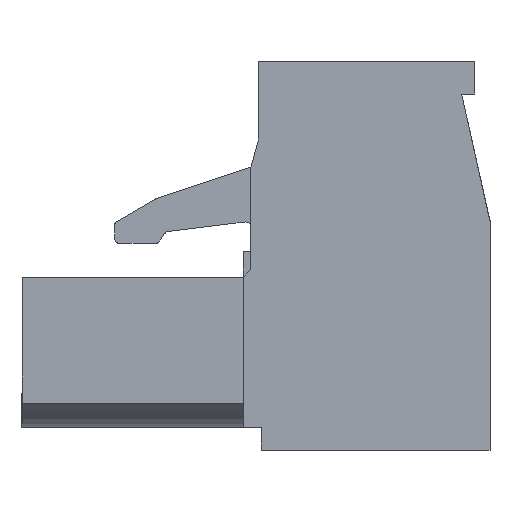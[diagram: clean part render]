
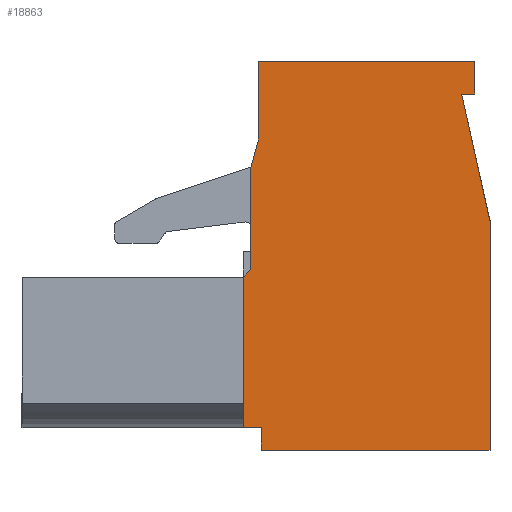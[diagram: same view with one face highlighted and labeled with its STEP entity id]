
A CAD part, left-side view. The second image highlights one B-rep face of the part: STEP entity #18863.
In plain terms, the highlighted planar face has unit normal (-1, 0, 0).
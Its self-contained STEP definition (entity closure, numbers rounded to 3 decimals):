
#3322=ORIENTED_EDGE('',*,*,#7283,.F.);
#3323=ORIENTED_EDGE('',*,*,#6533,.F.);
#3324=ORIENTED_EDGE('',*,*,#6907,.F.);
#3325=ORIENTED_EDGE('',*,*,#6296,.F.);
#3326=ORIENTED_EDGE('',*,*,#6893,.F.);
#3327=ORIENTED_EDGE('',*,*,#6585,.F.);
#3328=ORIENTED_EDGE('',*,*,#6350,.F.);
#3329=ORIENTED_EDGE('',*,*,#6894,.F.);
#3330=ORIENTED_EDGE('',*,*,#6260,.F.);
#3331=ORIENTED_EDGE('',*,*,#6898,.F.);
#3332=ORIENTED_EDGE('',*,*,#6901,.F.);
#3333=ORIENTED_EDGE('',*,*,#5924,.F.);
#3334=ORIENTED_EDGE('',*,*,#6938,.F.);
#5924=EDGE_CURVE('',#8597,#8598,#10361,.T.);
#6260=EDGE_CURVE('',#8890,#8891,#10668,.T.);
#6296=EDGE_CURVE('',#8926,#8927,#10704,.T.);
#6350=EDGE_CURVE('',#8973,#8974,#10757,.T.);
#6533=EDGE_CURVE('',#9148,#9149,#10907,.T.);
#6585=EDGE_CURVE('',#8974,#9191,#10958,.T.);
#6893=EDGE_CURVE('',#9191,#8926,#11237,.T.);
#6894=EDGE_CURVE('',#8891,#8973,#11238,.T.);
#6898=EDGE_CURVE('',#9407,#8890,#11242,.T.);
#6901=EDGE_CURVE('',#8598,#9407,#11245,.T.);
#6907=EDGE_CURVE('',#8927,#9148,#11251,.T.);
#6938=EDGE_CURVE('',#9419,#8597,#11280,.T.);
#7283=EDGE_CURVE('',#9149,#9419,#11579,.T.);
#8597=VERTEX_POINT('',#25996);
#8598=VERTEX_POINT('',#25998);
#8890=VERTEX_POINT('',#26670);
#8891=VERTEX_POINT('',#26672);
#8926=VERTEX_POINT('',#26743);
#8927=VERTEX_POINT('',#26745);
#8973=VERTEX_POINT('',#26845);
#8974=VERTEX_POINT('',#26847);
#9148=VERTEX_POINT('',#27208);
#9149=VERTEX_POINT('',#27210);
#9191=VERTEX_POINT('',#27314);
#9407=VERTEX_POINT('',#27918);
#9419=VERTEX_POINT('',#27996);
#10361=LINE('',#25997,#12741);
#10668=LINE('',#26671,#13048);
#10704=LINE('',#26744,#13084);
#10757=LINE('',#26846,#13137);
#10907=LINE('',#27209,#13287);
#10958=LINE('',#27313,#13338);
#11237=LINE('',#27908,#13617);
#11238=LINE('',#27910,#13618);
#11242=LINE('',#27919,#13622);
#11245=LINE('',#27924,#13625);
#11251=LINE('',#27933,#13631);
#11280=LINE('',#27997,#13660);
#11579=LINE('',#28749,#13959);
#12741=VECTOR('',#20963,1000.);
#13048=VECTOR('',#21418,1000.);
#13084=VECTOR('',#21456,1000.);
#13137=VECTOR('',#21513,1000.);
#13287=VECTOR('',#21739,1000.);
#13338=VECTOR('',#21812,1000.);
#13617=VECTOR('',#22297,1000.);
#13618=VECTOR('',#22300,1000.);
#13622=VECTOR('',#22306,1000.);
#13625=VECTOR('',#22311,1000.);
#13631=VECTOR('',#22321,1000.);
#13660=VECTOR('',#22400,1000.);
#13959=VECTOR('',#23377,1000.);
#15727=EDGE_LOOP('',(#3322,#3323,#3324,#3325,#3326,#3327,#3328,#3329,#3330,
#3331,#3332,#3333,#3334));
#16918=FACE_BOUND('',#15727,.T.);
#17918=PLANE('',#20281);
#18863=ADVANCED_FACE('',(#16918),#17918,.F.);
#20281=AXIS2_PLACEMENT_3D('',#28883,#23539,#23540);
#20963=DIRECTION('',(0.,0.,1.));
#21418=DIRECTION('',(0.,-1.,0.));
#21456=DIRECTION('',(0.,1.,0.));
#21513=DIRECTION('',(0.,1.,0.));
#21739=DIRECTION('',(0.,1.,0.));
#21812=DIRECTION('',(0.,-0.217,-0.976));
#22297=DIRECTION('',(0.,0.,-1.));
#22300=DIRECTION('',(0.,0.,-1.));
#22306=DIRECTION('',(0.,0.,1.));
#22311=DIRECTION('',(0.,-0.263,0.965));
#22321=DIRECTION('',(0.,0.,1.));
#22400=DIRECTION('',(0.,-0.707,0.707));
#23377=DIRECTION('',(0.,0.,1.));
#23539=DIRECTION('',(1.,0.,0.));
#23540=DIRECTION('',(0.,0.,-1.));
#25996=CARTESIAN_POINT('',(-20.42,4.85,2.575));
#25997=CARTESIAN_POINT('',(-20.42,4.85,6.55));
#25998=CARTESIAN_POINT('',(-20.42,4.85,6.55));
#26670=CARTESIAN_POINT('',(-20.42,4.55,10.65));
#26671=CARTESIAN_POINT('',(-20.42,-3.85,10.65));
#26672=CARTESIAN_POINT('',(-20.42,-3.85,10.65));
#26743=CARTESIAN_POINT('',(-20.42,-4.45,-4.45));
#26744=CARTESIAN_POINT('',(-20.42,4.45,-4.45));
#26745=CARTESIAN_POINT('',(-20.42,4.45,-4.45));
#26845=CARTESIAN_POINT('',(-20.42,-3.85,9.4));
#26846=CARTESIAN_POINT('',(-20.42,-3.35,9.4));
#26847=CARTESIAN_POINT('',(-20.42,-3.35,9.4));
#27208=CARTESIAN_POINT('',(-20.42,4.45,-3.575));
#27209=CARTESIAN_POINT('',(-20.42,5.15,-3.575));
#27210=CARTESIAN_POINT('',(-20.42,5.15,-3.575));
#27313=CARTESIAN_POINT('',(-20.42,-3.35,9.4));
#27314=CARTESIAN_POINT('',(-20.42,-4.45,4.45));
#27908=CARTESIAN_POINT('',(-20.42,-4.45,-4.45));
#27910=CARTESIAN_POINT('',(-20.42,-3.85,9.4));
#27918=CARTESIAN_POINT('',(-20.42,4.55,7.65));
#27919=CARTESIAN_POINT('',(-20.42,4.55,10.65));
#27924=CARTESIAN_POINT('',(-20.42,4.55,7.65));
#27933=CARTESIAN_POINT('',(-20.42,4.45,-3.575));
#27996=CARTESIAN_POINT('',(-20.42,5.15,2.275));
#27997=CARTESIAN_POINT('',(-20.42,5.15,2.275));
#28749=CARTESIAN_POINT('',(-20.42,5.15,2.275));
#28883=CARTESIAN_POINT('',(-20.42,0.,0.));
